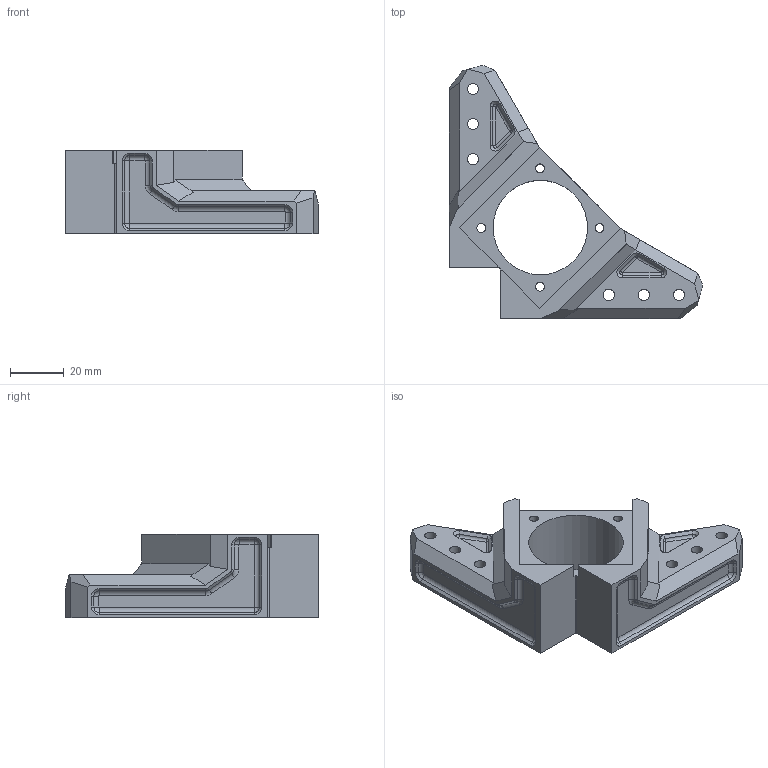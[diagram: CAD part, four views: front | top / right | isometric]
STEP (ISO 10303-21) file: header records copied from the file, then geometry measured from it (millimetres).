
FILE_DESCRIPTION(/* description */ ('STEP AP242'),/* implementation_level */ '2;1');
FILE_NAME(/* name */ 'Crossant V0.6 parts - Motor Mount - fix.stp',/* time_stamp */ '2025-07-22T16:00:33+08:00',/* author */ ('tdxt'),/* organization */ (''),/* preprocessor_version */ 'ST-DEVELOPER v20.1',/* originating_system */ 'Autodesk Inventor 2026',/* authorisation */ ' ');
FILE_SCHEMA (('AUTOMOTIVE_DESIGN { 1 0 10303 214 3 1 1 }'));
Length unit declared in the file: millimetre
Products named in the file (1): Crossant V0.6 parts - Motor Mount(1)
Bounding box: 93.82 x 93.82 x 31 mm (x, y, z)
Volume: 71227.6 mm3; surface area: 21806.8 mm2
Topology: 1 solids, 1 shells, 789 faces, 1822 edges, 1034 vertices
Faces by surface type: plane 339, cylinder 217, cone 99, bspline 97, sphere 22, torus 15
Full cylindrical faces by diameter (mm): 3.3 x4, 4.2 x6, 6.2 x4, 35 x1
Entity records: 27989 total; most frequent: CARTESIAN_POINT 10490, DIRECTION 3607, ORIENTED_EDGE 3586, EDGE_CURVE 1793, AXIS2_PLACEMENT_3D 1245, LINE 1117, VECTOR 1117, VERTEX_POINT 1034
